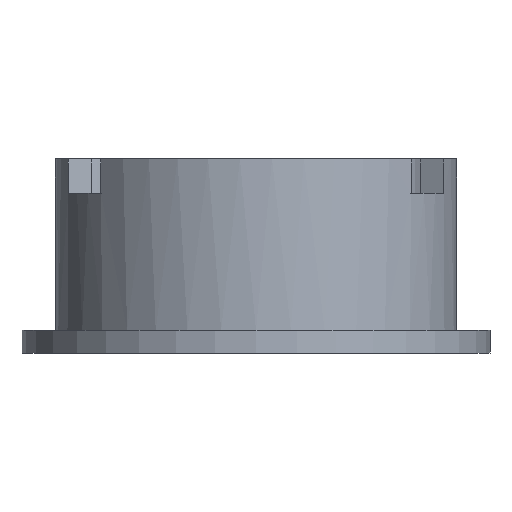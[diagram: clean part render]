
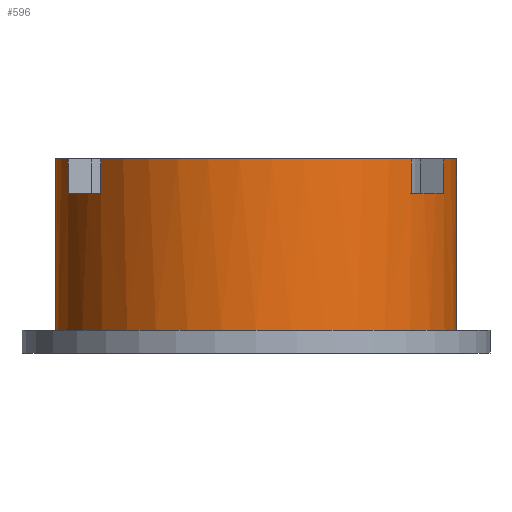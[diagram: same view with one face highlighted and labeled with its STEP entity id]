
A CAD part, front view. The second image highlights one B-rep face of the part: STEP entity #596.
In plain terms, the highlighted cylindrical face has radius 17.575 mm (diameter 35.15 mm), a partial arc.
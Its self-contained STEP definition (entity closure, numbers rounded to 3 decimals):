
#24 = AXIS2_PLACEMENT_3D ( 'NONE', #716, #1233, #81 ) ;
#56 = CIRCLE ( 'NONE', #939, 17.575 ) ;
#58 = CARTESIAN_POINT ( 'NONE',  ( -17.575, 0., 17. ) ) ;
#68 = CARTESIAN_POINT ( 'NONE',  ( 0., 0., 17. ) ) ;
#74 = DIRECTION ( 'NONE',  ( 1., 0., 0. ) ) ;
#81 = DIRECTION ( 'NONE',  ( -1., 0., 0. ) ) ;
#89 = CARTESIAN_POINT ( 'NONE',  ( 13.594, -11.139, 17. ) ) ;
#91 = ORIENTED_EDGE ( 'NONE', *, *, #1375, .T. ) ;
#104 = CIRCLE ( 'NONE', #292, 17.575 ) ;
#122 = ORIENTED_EDGE ( 'NONE', *, *, #1572, .F. ) ;
#130 = EDGE_CURVE ( 'NONE', #356, #734, #807, .T. ) ;
#136 = ORIENTED_EDGE ( 'NONE', *, *, #647, .F. ) ;
#165 = DIRECTION ( 'NONE',  ( 0., 0., 1. ) ) ;
#223 = CARTESIAN_POINT ( 'NONE',  ( -17.575, 0., 17. ) ) ;
#228 = CARTESIAN_POINT ( 'NONE',  ( -17.575, 0., 2. ) ) ;
#252 = DIRECTION ( 'NONE',  ( 0., 0., -1. ) ) ;
#261 = VERTEX_POINT ( 'NONE', #360 ) ;
#292 = AXIS2_PLACEMENT_3D ( 'NONE', #1446, #165, #1310 ) ;
#320 = CIRCLE ( 'NONE', #1638, 17.575 ) ;
#326 = CARTESIAN_POINT ( 'NONE',  ( 17.575, 0., 17. ) ) ;
#356 = VERTEX_POINT ( 'NONE', #1430 ) ;
#360 = CARTESIAN_POINT ( 'NONE',  ( 16.444, -6.203, 14. ) ) ;
#366 = ORIENTED_EDGE ( 'NONE', *, *, #749, .T. ) ;
#373 = ORIENTED_EDGE ( 'NONE', *, *, #1427, .F. ) ;
#490 = EDGE_CURVE ( 'NONE', #887, #597, #1362, .T. ) ;
#504 = ORIENTED_EDGE ( 'NONE', *, *, #130, .F. ) ;
#531 = AXIS2_PLACEMENT_3D ( 'NONE', #68, #611, #74 ) ;
#550 = VERTEX_POINT ( 'NONE', #58 ) ;
#563 = DIRECTION ( 'NONE',  ( 1., 0., 0. ) ) ;
#564 = CYLINDRICAL_SURFACE ( 'NONE', #24, 17.575 ) ;
#568 = VERTEX_POINT ( 'NONE', #326 ) ;
#576 = DIRECTION ( 'NONE',  ( 0., 0., -1. ) ) ;
#583 = VECTOR ( 'NONE', #1197, 1000. ) ;
#590 = VERTEX_POINT ( 'NONE', #840 ) ;
#596 = ADVANCED_FACE ( 'NONE', ( #1489 ), #564, .T. ) ;
#597 = VERTEX_POINT ( 'NONE', #976 ) ;
#611 = DIRECTION ( 'NONE',  ( 0., 0., 1. ) ) ;
#618 = CARTESIAN_POINT ( 'NONE',  ( 13.594, -11.139, 14. ) ) ;
#619 = EDGE_LOOP ( 'NONE', ( #1443, #122, #857, #373, #1640, #504, #91, #905, #848, #136, #1201, #366 ) ) ;
#621 = DIRECTION ( 'NONE',  ( 0., 0., -1. ) ) ;
#623 = DIRECTION ( 'NONE',  ( 1., 0., 0. ) ) ;
#625 = DIRECTION ( 'NONE',  ( 0., 0., 1. ) ) ;
#629 = CARTESIAN_POINT ( 'NONE',  ( 0., 0., 17. ) ) ;
#647 = EDGE_CURVE ( 'NONE', #550, #597, #320, .T. ) ;
#651 = DIRECTION ( 'NONE',  ( 0., 0., 1. ) ) ;
#673 = CARTESIAN_POINT ( 'NONE',  ( -16.444, -6.203, 14. ) ) ;
#684 = VERTEX_POINT ( 'NONE', #228 ) ;
#696 = CARTESIAN_POINT ( 'NONE',  ( 0., 0., 14. ) ) ;
#716 = CARTESIAN_POINT ( 'NONE',  ( 0., 0., 17. ) ) ;
#734 = VERTEX_POINT ( 'NONE', #89 ) ;
#749 = EDGE_CURVE ( 'NONE', #684, #1491, #104, .T. ) ;
#774 = AXIS2_PLACEMENT_3D ( 'NONE', #1092, #1341, #563 ) ;
#804 = VECTOR ( 'NONE', #621, 1000. ) ;
#807 = CIRCLE ( 'NONE', #531, 17.575 ) ;
#809 = CARTESIAN_POINT ( 'NONE',  ( -13.594, -11.139, 17. ) ) ;
#840 = CARTESIAN_POINT ( 'NONE',  ( -13.594, -11.139, 14. ) ) ;
#848 = ORIENTED_EDGE ( 'NONE', *, *, #490, .T. ) ;
#857 = ORIENTED_EDGE ( 'NONE', *, *, #1093, .T. ) ;
#887 = VERTEX_POINT ( 'NONE', #673 ) ;
#888 = LINE ( 'NONE', #1287, #1097 ) ;
#905 = ORIENTED_EDGE ( 'NONE', *, *, #969, .F. ) ;
#925 = LINE ( 'NONE', #1542, #1291 ) ;
#939 = AXIS2_PLACEMENT_3D ( 'NONE', #1298, #625, #1659 ) ;
#969 = EDGE_CURVE ( 'NONE', #887, #590, #1425, .T. ) ;
#976 = CARTESIAN_POINT ( 'NONE',  ( -16.444, -6.203, 17. ) ) ;
#980 = CARTESIAN_POINT ( 'NONE',  ( 16.444, -6.203, 17. ) ) ;
#1067 = CARTESIAN_POINT ( 'NONE',  ( -16.444, -6.203, 17. ) ) ;
#1083 = DIRECTION ( 'NONE',  ( 0., 0., 1. ) ) ;
#1092 = CARTESIAN_POINT ( 'NONE',  ( 0., 0., 14. ) ) ;
#1093 = EDGE_CURVE ( 'NONE', #1657, #261, #1514, .T. ) ;
#1097 = VECTOR ( 'NONE', #252, 1000. ) ;
#1108 = CARTESIAN_POINT ( 'NONE',  ( 17.575, 0., 2. ) ) ;
#1143 = DIRECTION ( 'NONE',  ( 0., 0., 1. ) ) ;
#1156 = VECTOR ( 'NONE', #1229, 1000. ) ;
#1188 = EDGE_CURVE ( 'NONE', #1474, #734, #925, .T. ) ;
#1197 = DIRECTION ( 'NONE',  ( 0., 0., 1. ) ) ;
#1201 = ORIENTED_EDGE ( 'NONE', *, *, #1537, .T. ) ;
#1202 = LINE ( 'NONE', #809, #1586 ) ;
#1229 = DIRECTION ( 'NONE',  ( 0., 0., -1. ) ) ;
#1233 = DIRECTION ( 'NONE',  ( 0., 0., -1. ) ) ;
#1236 = AXIS2_PLACEMENT_3D ( 'NONE', #696, #1083, #1475 ) ;
#1265 = CIRCLE ( 'NONE', #1236, 17.575 ) ;
#1287 = CARTESIAN_POINT ( 'NONE',  ( 17.575, 0., 17. ) ) ;
#1291 = VECTOR ( 'NONE', #651, 1000. ) ;
#1298 = CARTESIAN_POINT ( 'NONE',  ( 0., 0., 17. ) ) ;
#1310 = DIRECTION ( 'NONE',  ( 1., 0., 0. ) ) ;
#1341 = DIRECTION ( 'NONE',  ( 0., 0., 1. ) ) ;
#1362 = LINE ( 'NONE', #1067, #583 ) ;
#1375 = EDGE_CURVE ( 'NONE', #356, #590, #1202, .T. ) ;
#1387 = LINE ( 'NONE', #223, #1156 ) ;
#1425 = CIRCLE ( 'NONE', #774, 17.575 ) ;
#1427 = EDGE_CURVE ( 'NONE', #1474, #261, #1265, .T. ) ;
#1430 = CARTESIAN_POINT ( 'NONE',  ( -13.594, -11.139, 17. ) ) ;
#1443 = ORIENTED_EDGE ( 'NONE', *, *, #1620, .F. ) ;
#1446 = CARTESIAN_POINT ( 'NONE',  ( 0., 0., 2. ) ) ;
#1474 = VERTEX_POINT ( 'NONE', #618 ) ;
#1475 = DIRECTION ( 'NONE',  ( 1., 0., 0. ) ) ;
#1489 = FACE_OUTER_BOUND ( 'NONE', #619, .T. ) ;
#1491 = VERTEX_POINT ( 'NONE', #1108 ) ;
#1514 = LINE ( 'NONE', #980, #804 ) ;
#1537 = EDGE_CURVE ( 'NONE', #550, #684, #1387, .T. ) ;
#1539 = CARTESIAN_POINT ( 'NONE',  ( 16.444, -6.203, 17. ) ) ;
#1542 = CARTESIAN_POINT ( 'NONE',  ( 13.594, -11.139, 17. ) ) ;
#1572 = EDGE_CURVE ( 'NONE', #1657, #568, #56, .T. ) ;
#1586 = VECTOR ( 'NONE', #576, 1000. ) ;
#1620 = EDGE_CURVE ( 'NONE', #568, #1491, #888, .T. ) ;
#1638 = AXIS2_PLACEMENT_3D ( 'NONE', #629, #1143, #623 ) ;
#1640 = ORIENTED_EDGE ( 'NONE', *, *, #1188, .T. ) ;
#1657 = VERTEX_POINT ( 'NONE', #1539 ) ;
#1659 = DIRECTION ( 'NONE',  ( 1., 0., 0. ) ) ;
